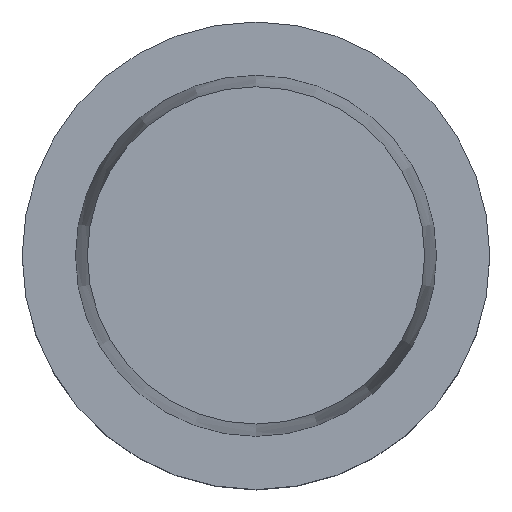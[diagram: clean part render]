
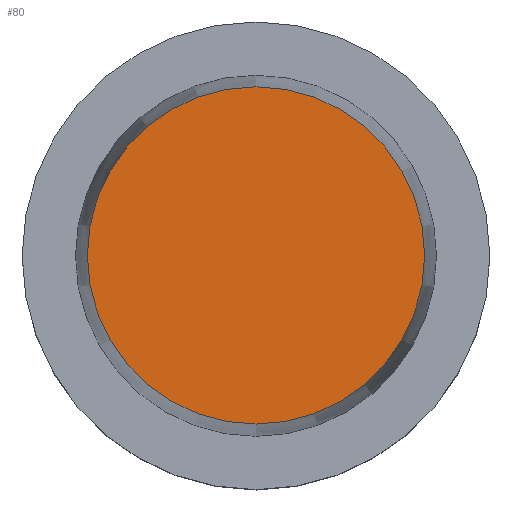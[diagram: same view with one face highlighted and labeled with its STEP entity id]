
A CAD part, top view. The second image highlights one B-rep face of the part: STEP entity #80.
In plain terms, the highlighted planar face has unit normal (0, 0, 1).
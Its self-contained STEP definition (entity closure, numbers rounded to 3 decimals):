
#80=ADVANCED_FACE('',(#109),#110,.T.);
#109=FACE_OUTER_BOUND('',#164,.T.);
#110=PLANE('',#165);
#164=EDGE_LOOP('',(#229));
#165=AXIS2_PLACEMENT_3D('',#230,#231,#232);
#229=ORIENTED_EDGE('',*,*,#303,.F.);
#230=CARTESIAN_POINT('',(0.,11.357,32.0));
#231=DIRECTION('',(0.,0.,1.0));
#232=DIRECTION('',(0.,-1.0,0.));
#303=EDGE_CURVE('',#326,#326,#327,.T.);
#326=VERTEX_POINT('',#362);
#327=CIRCLE('',#363,22.715);
#362=CARTESIAN_POINT('',(0.,22.715,32.0));
#363=AXIS2_PLACEMENT_3D('',#403,#404,#405);
#403=CARTESIAN_POINT('',(0.,0.,32.0));
#404=DIRECTION('',(0.,0.,-1.0));
#405=DIRECTION('',(0.,1.0,0.));
